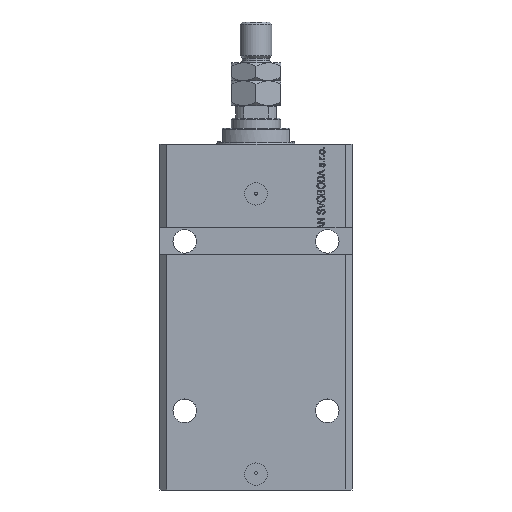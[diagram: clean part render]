
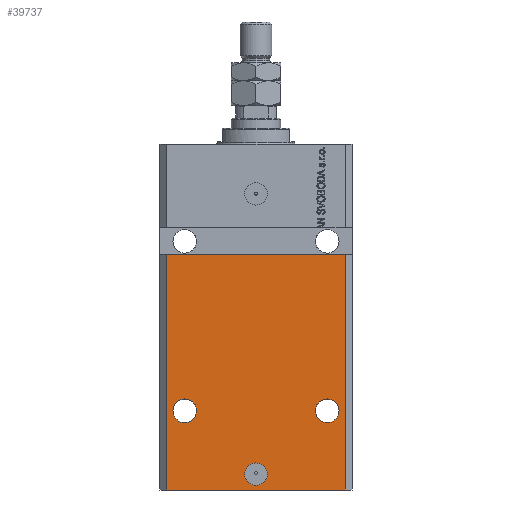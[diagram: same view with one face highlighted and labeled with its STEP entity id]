
A CAD part, front view. The second image highlights one B-rep face of the part: STEP entity #39737.
In plain terms, the highlighted planar face has unit normal (0, -1, 0).
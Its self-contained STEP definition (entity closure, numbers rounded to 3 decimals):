
#233 = ORIENTED_EDGE ( 'NONE', *, *, #5649, .F. ) ;
#643 = EDGE_CURVE ( 'NONE', #13744, #33914, #39279, .T. ) ;
#3369 = CARTESIAN_POINT ( 'NONE',  ( 39.5, -31.5, -153. ) ) ;
#3499 = LINE ( 'NONE', #34258, #10229 ) ;
#3670 = VERTEX_POINT ( 'NONE', #14504 ) ;
#4968 = EDGE_LOOP ( 'NONE', ( #25452, #30312 ) ) ;
#5420 = EDGE_CURVE ( 'NONE', #13332, #15850, #6995, .T. ) ;
#5649 = EDGE_CURVE ( 'NONE', #16000, #9133, #3499, .T. ) ;
#6505 = CARTESIAN_POINT ( 'NONE',  ( 5., -31.5, -146. ) ) ;
#6984 = FACE_BOUND ( 'NONE', #48217, .T. ) ;
#6995 = CIRCLE ( 'NONE', #9425, 5.25 ) ;
#7482 = DIRECTION ( 'NONE',  ( 0., 0., -1. ) ) ;
#7944 = AXIS2_PLACEMENT_3D ( 'NONE', #14847, #42019, #7482 ) ;
#8542 = DIRECTION ( 'NONE',  ( 1., 0., 0. ) ) ;
#9045 = DIRECTION ( 'NONE',  ( 0., -1., 0. ) ) ;
#9133 = VERTEX_POINT ( 'NONE', #13844 ) ;
#9218 = EDGE_CURVE ( 'NONE', #33914, #9133, #9800, .T. ) ;
#9344 = CIRCLE ( 'NONE', #14189, 5. ) ;
#9390 = DIRECTION ( 'NONE',  ( 1., 0., 0. ) ) ;
#9425 = AXIS2_PLACEMENT_3D ( 'NONE', #39628, #43930, #9390 ) ;
#9800 = LINE ( 'NONE', #37492, #23583 ) ;
#10229 = VECTOR ( 'NONE', #20184, 1000. ) ;
#12373 = ORIENTED_EDGE ( 'NONE', *, *, #9218, .T. ) ;
#12669 = AXIS2_PLACEMENT_3D ( 'NONE', #44979, #20849, #36371 ) ;
#12995 = EDGE_CURVE ( 'NONE', #17644, #13401, #30920, .T. ) ;
#13271 = CARTESIAN_POINT ( 'NONE',  ( -39.5, -31.5, -153. ) ) ;
#13332 = VERTEX_POINT ( 'NONE', #36748 ) ;
#13401 = VERTEX_POINT ( 'NONE', #6505 ) ;
#13744 = VERTEX_POINT ( 'NONE', #19836 ) ;
#13844 = CARTESIAN_POINT ( 'NONE',  ( 39.5, -31.5, -49. ) ) ;
#14189 = AXIS2_PLACEMENT_3D ( 'NONE', #30741, #39364, #46215 ) ;
#14205 = ORIENTED_EDGE ( 'NONE', *, *, #26657, .F. ) ;
#14348 = FACE_BOUND ( 'NONE', #4968, .T. ) ;
#14504 = CARTESIAN_POINT ( 'NONE',  ( -26.25, -31.5, -118. ) ) ;
#14847 = CARTESIAN_POINT ( 'NONE',  ( -39.5, -31.5, -153. ) ) ;
#15850 = VERTEX_POINT ( 'NONE', #43611 ) ;
#16000 = VERTEX_POINT ( 'NONE', #29388 ) ;
#16472 = DIRECTION ( 'NONE',  ( 0., -1., 0. ) ) ;
#17103 = AXIS2_PLACEMENT_3D ( 'NONE', #39351, #16472, #47201 ) ;
#17644 = VERTEX_POINT ( 'NONE', #39887 ) ;
#17757 = VERTEX_POINT ( 'NONE', #25642 ) ;
#19143 = PLANE ( 'NONE',  #7944 ) ;
#19836 = CARTESIAN_POINT ( 'NONE',  ( -39.5, -31.5, -153. ) ) ;
#20184 = DIRECTION ( 'NONE',  ( 1., 0., 0. ) ) ;
#20849 = DIRECTION ( 'NONE',  ( 0., -1., 0. ) ) ;
#23583 = VECTOR ( 'NONE', #49137, 1000. ) ;
#24790 = CARTESIAN_POINT ( 'NONE',  ( 31.5, -31.5, -118. ) ) ;
#25213 = DIRECTION ( 'NONE',  ( 0., 0., 1. ) ) ;
#25452 = ORIENTED_EDGE ( 'NONE', *, *, #25909, .F. ) ;
#25454 = VECTOR ( 'NONE', #8542, 1000. ) ;
#25642 = CARTESIAN_POINT ( 'NONE',  ( -36.75, -31.5, -118. ) ) ;
#25909 = EDGE_CURVE ( 'NONE', #13401, #17644, #9344, .T. ) ;
#26147 = ORIENTED_EDGE ( 'NONE', *, *, #41571, .F. ) ;
#26539 = FACE_OUTER_BOUND ( 'NONE', #45486, .T. ) ;
#26657 = EDGE_CURVE ( 'NONE', #3670, #17757, #49888, .T. ) ;
#27199 = ORIENTED_EDGE ( 'NONE', *, *, #5420, .F. ) ;
#28015 = AXIS2_PLACEMENT_3D ( 'NONE', #35978, #9045, #40035 ) ;
#28841 = EDGE_CURVE ( 'NONE', #17757, #3670, #34567, .T. ) ;
#29286 = LINE ( 'NONE', #13271, #34530 ) ;
#29388 = CARTESIAN_POINT ( 'NONE',  ( -39.5, -31.5, -49. ) ) ;
#30312 = ORIENTED_EDGE ( 'NONE', *, *, #12995, .F. ) ;
#30741 = CARTESIAN_POINT ( 'NONE',  ( 0., -31.5, -146. ) ) ;
#30920 = CIRCLE ( 'NONE', #17103, 5. ) ;
#31353 = ORIENTED_EDGE ( 'NONE', *, *, #643, .T. ) ;
#31880 = EDGE_CURVE ( 'NONE', #13744, #16000, #29286, .T. ) ;
#33389 = EDGE_LOOP ( 'NONE', ( #14205, #34505 ) ) ;
#33914 = VERTEX_POINT ( 'NONE', #3369 ) ;
#34258 = CARTESIAN_POINT ( 'NONE',  ( -42.5, -31.5, -49. ) ) ;
#34505 = ORIENTED_EDGE ( 'NONE', *, *, #28841, .F. ) ;
#34530 = VECTOR ( 'NONE', #25213, 1000. ) ;
#34567 = CIRCLE ( 'NONE', #12669, 5.25 ) ;
#35978 = CARTESIAN_POINT ( 'NONE',  ( -31.5, -31.5, -118. ) ) ;
#36371 = DIRECTION ( 'NONE',  ( -1., 0., 0. ) ) ;
#36748 = CARTESIAN_POINT ( 'NONE',  ( 26.25, -31.5, -118. ) ) ;
#37492 = CARTESIAN_POINT ( 'NONE',  ( 39.5, -31.5, -153. ) ) ;
#39279 = LINE ( 'NONE', #47380, #25454 ) ;
#39351 = CARTESIAN_POINT ( 'NONE',  ( 0., -31.5, -146. ) ) ;
#39364 = DIRECTION ( 'NONE',  ( 0., -1., 0. ) ) ;
#39628 = CARTESIAN_POINT ( 'NONE',  ( 31.5, -31.5, -118. ) ) ;
#39737 = ADVANCED_FACE ( 'NONE', ( #14348, #6984, #49880, #26539 ), #19143, .T. ) ;
#39887 = CARTESIAN_POINT ( 'NONE',  ( -5., -31.5, -146. ) ) ;
#40035 = DIRECTION ( 'NONE',  ( -1., 0., 0. ) ) ;
#41571 = EDGE_CURVE ( 'NONE', #15850, #13332, #46870, .T. ) ;
#42019 = DIRECTION ( 'NONE',  ( 0., -1., 0. ) ) ;
#43611 = CARTESIAN_POINT ( 'NONE',  ( 36.75, -31.5, -118. ) ) ;
#43841 = DIRECTION ( 'NONE',  ( 0., -1., 0. ) ) ;
#43930 = DIRECTION ( 'NONE',  ( 0., -1., 0. ) ) ;
#44979 = CARTESIAN_POINT ( 'NONE',  ( -31.5, -31.5, -118. ) ) ;
#45486 = EDGE_LOOP ( 'NONE', ( #233, #50224, #31353, #12373 ) ) ;
#46215 = DIRECTION ( 'NONE',  ( 1., 0., 0. ) ) ;
#46870 = CIRCLE ( 'NONE', #49342, 5.25 ) ;
#47201 = DIRECTION ( 'NONE',  ( 1., 0., 0. ) ) ;
#47380 = CARTESIAN_POINT ( 'NONE',  ( -39.5, -31.5, -153. ) ) ;
#47886 = DIRECTION ( 'NONE',  ( 1., 0., 0. ) ) ;
#48217 = EDGE_LOOP ( 'NONE', ( #26147, #27199 ) ) ;
#49137 = DIRECTION ( 'NONE',  ( 0., 0., 1. ) ) ;
#49342 = AXIS2_PLACEMENT_3D ( 'NONE', #24790, #43841, #47886 ) ;
#49880 = FACE_BOUND ( 'NONE', #33389, .T. ) ;
#49888 = CIRCLE ( 'NONE', #28015, 5.25 ) ;
#50224 = ORIENTED_EDGE ( 'NONE', *, *, #31880, .F. ) ;
